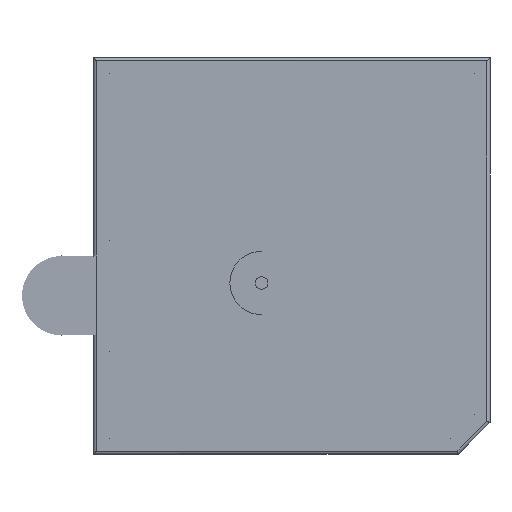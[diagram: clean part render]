
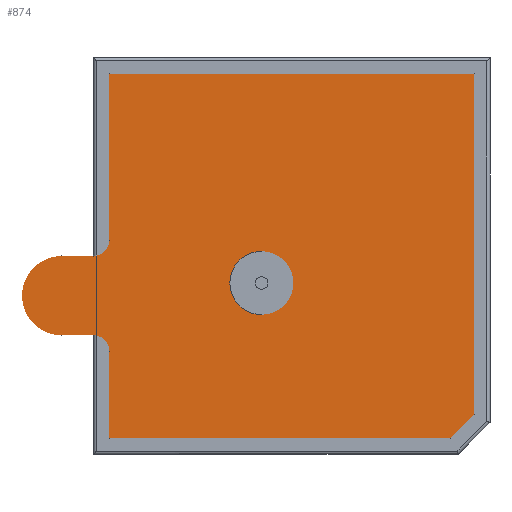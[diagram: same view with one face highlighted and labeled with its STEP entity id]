
A CAD part, front view. The second image highlights one B-rep face of the part: STEP entity #874.
In plain terms, the highlighted planar face has unit normal (0, -1, 0).
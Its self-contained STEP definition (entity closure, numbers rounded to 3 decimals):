
#226 = VECTOR ( 'NONE', #8639, 1000. ) ;
#241 = ORIENTED_EDGE ( 'NONE', *, *, #4116, .T. ) ;
#293 = CIRCLE ( 'NONE', #5652, 1.002 ) ;
#310 = ORIENTED_EDGE ( 'NONE', *, *, #7368, .T. ) ;
#326 = DIRECTION ( 'NONE',  ( 0., 0., -1. ) ) ;
#400 = EDGE_LOOP ( 'NONE', ( #3366, #8568 ) ) ;
#411 = CARTESIAN_POINT ( 'NONE',  ( -1.9, 0., -1.7 ) ) ;
#477 = VERTEX_POINT ( 'NONE', #9253 ) ;
#642 = LINE ( 'NONE', #5729, #226 ) ;
#716 = AXIS2_PLACEMENT_3D ( 'NONE', #411, #2728, #9266 ) ;
#874 = ADVANCED_FACE ( 'NONE', ( #3379, #3472 ), #1881, .F. ) ;
#1062 = VECTOR ( 'NONE', #6986, 1000. ) ;
#1337 = CARTESIAN_POINT ( 'NONE',  ( -12.502, 0., -6.002 ) ) ;
#1381 = CARTESIAN_POINT ( 'NONE',  ( -14.508, 0., -2.5 ) ) ;
#1408 = DIRECTION ( 'NONE',  ( 0.707, 0., 0.707 ) ) ;
#1544 = CARTESIAN_POINT ( 'NONE',  ( -11.5, 0., -6.002 ) ) ;
#1557 = CIRCLE ( 'NONE', #5699, 2.5 ) ;
#1627 = DIRECTION ( 'NONE',  ( 0., 0., -1. ) ) ;
#1717 = DIRECTION ( 'NONE',  ( 0., 1., 0. ) ) ;
#1826 = ORIENTED_EDGE ( 'NONE', *, *, #5382, .T. ) ;
#1881 = PLANE ( 'NONE',  #6318 ) ;
#1914 = VECTOR ( 'NONE', #2136, 1000. ) ;
#2023 = EDGE_CURVE ( 'NONE', #477, #6118, #7919, .T. ) ;
#2060 = LINE ( 'NONE', #2835, #1062 ) ;
#2116 = EDGE_CURVE ( 'NONE', #4833, #477, #642, .T. ) ;
#2136 = DIRECTION ( 'NONE',  ( 1., 0., 0. ) ) ;
#2342 = VERTEX_POINT ( 'NONE', #4143 ) ;
#2376 = VERTEX_POINT ( 'NONE', #5954 ) ;
#2645 = ORIENTED_EDGE ( 'NONE', *, *, #9361, .T. ) ;
#2646 = CARTESIAN_POINT ( 'NONE',  ( -11.5, 0., 11.5 ) ) ;
#2728 = DIRECTION ( 'NONE',  ( 0., -1., 0. ) ) ;
#2835 = CARTESIAN_POINT ( 'NONE',  ( 11.5, 0., -10. ) ) ;
#3315 = VERTEX_POINT ( 'NONE', #4810 ) ;
#3366 = ORIENTED_EDGE ( 'NONE', *, *, #6368, .F. ) ;
#3379 = FACE_BOUND ( 'NONE', #400, .T. ) ;
#3472 = FACE_OUTER_BOUND ( 'NONE', #5196, .T. ) ;
#3693 = EDGE_CURVE ( 'NONE', #8735, #2376, #7528, .T. ) ;
#3785 = DIRECTION ( 'NONE',  ( 0., 0., -1. ) ) ;
#3907 = CARTESIAN_POINT ( 'NONE',  ( -11.5, 0., 1.002 ) ) ;
#3971 = ORIENTED_EDGE ( 'NONE', *, *, #2116, .T. ) ;
#4116 = EDGE_CURVE ( 'NONE', #5469, #6902, #7364, .T. ) ;
#4143 = CARTESIAN_POINT ( 'NONE',  ( -1.9, 0., 0.3 ) ) ;
#4144 = CARTESIAN_POINT ( 'NONE',  ( -14.508, 0., 0. ) ) ;
#4158 = CARTESIAN_POINT ( 'NONE',  ( -14.508, 0., -5. ) ) ;
#4175 = DIRECTION ( 'NONE',  ( -1., 0., 0. ) ) ;
#4179 = VERTEX_POINT ( 'NONE', #6272 ) ;
#4299 = CARTESIAN_POINT ( 'NONE',  ( 11.5, 0., -10. ) ) ;
#4417 = CARTESIAN_POINT ( 'NONE',  ( -1.9, 0., -1.7 ) ) ;
#4427 = VECTOR ( 'NONE', #4175, 1000. ) ;
#4530 = EDGE_CURVE ( 'NONE', #8055, #8735, #1557, .T. ) ;
#4559 = AXIS2_PLACEMENT_3D ( 'NONE', #4417, #8900, #1627 ) ;
#4708 = CARTESIAN_POINT ( 'NONE',  ( -14.508, 0., -5. ) ) ;
#4810 = CARTESIAN_POINT ( 'NONE',  ( -1.9, 0., -3.7 ) ) ;
#4833 = VERTEX_POINT ( 'NONE', #1544 ) ;
#4890 = LINE ( 'NONE', #6280, #4427 ) ;
#4914 = CARTESIAN_POINT ( 'NONE',  ( -11.5, 0., -11.5 ) ) ;
#4922 = VECTOR ( 'NONE', #5428, 1000. ) ;
#4994 = CARTESIAN_POINT ( 'NONE',  ( -12.502, 0., -6.002 ) ) ;
#5069 = CARTESIAN_POINT ( 'NONE',  ( -14.508, 0., 0. ) ) ;
#5196 = EDGE_LOOP ( 'NONE', ( #6313, #3971, #5726, #5584, #1826, #6328, #241, #310, #2645, #7530, #8507 ) ) ;
#5305 = CARTESIAN_POINT ( 'NONE',  ( -12.502, 0., 1.002 ) ) ;
#5338 = EDGE_CURVE ( 'NONE', #5489, #5469, #4890, .T. ) ;
#5340 = EDGE_CURVE ( 'NONE', #2376, #4833, #293, .T. ) ;
#5382 = EDGE_CURVE ( 'NONE', #7804, #5489, #2060, .T. ) ;
#5428 = DIRECTION ( 'NONE',  ( 1., 0., 0. ) ) ;
#5469 = VERTEX_POINT ( 'NONE', #2646 ) ;
#5489 = VERTEX_POINT ( 'NONE', #8566 ) ;
#5584 = ORIENTED_EDGE ( 'NONE', *, *, #7855, .T. ) ;
#5652 = AXIS2_PLACEMENT_3D ( 'NONE', #1337, #5749, #8657 ) ;
#5699 = AXIS2_PLACEMENT_3D ( 'NONE', #1381, #8079, #8654 ) ;
#5726 = ORIENTED_EDGE ( 'NONE', *, *, #2023, .T. ) ;
#5729 = CARTESIAN_POINT ( 'NONE',  ( -11.5, 0., -6.002 ) ) ;
#5749 = DIRECTION ( 'NONE',  ( 0., 1., 0. ) ) ;
#5788 = VECTOR ( 'NONE', #1408, 1000. ) ;
#5954 = CARTESIAN_POINT ( 'NONE',  ( -12.502, 0., -5. ) ) ;
#6118 = VERTEX_POINT ( 'NONE', #7334 ) ;
#6129 = CARTESIAN_POINT ( 'NONE',  ( -11.5, 0., 11.5 ) ) ;
#6272 = CARTESIAN_POINT ( 'NONE',  ( -12.502, 0., 0. ) ) ;
#6280 = CARTESIAN_POINT ( 'NONE',  ( 11.5, 0., 11.5 ) ) ;
#6296 = DIRECTION ( 'NONE',  ( 1., 0., 0. ) ) ;
#6313 = ORIENTED_EDGE ( 'NONE', *, *, #5340, .T. ) ;
#6318 = AXIS2_PLACEMENT_3D ( 'NONE', #4994, #6441, #6296 ) ;
#6328 = ORIENTED_EDGE ( 'NONE', *, *, #5338, .T. ) ;
#6368 = EDGE_CURVE ( 'NONE', #2342, #3315, #6397, .T. ) ;
#6397 = CIRCLE ( 'NONE', #4559, 2. ) ;
#6441 = DIRECTION ( 'NONE',  ( 0., 1., 0. ) ) ;
#6688 = CIRCLE ( 'NONE', #716, 2. ) ;
#6736 = EDGE_CURVE ( 'NONE', #3315, #2342, #6688, .T. ) ;
#6902 = VERTEX_POINT ( 'NONE', #3907 ) ;
#6986 = DIRECTION ( 'NONE',  ( 0., 0., 1. ) ) ;
#7290 = LINE ( 'NONE', #8776, #5788 ) ;
#7334 = CARTESIAN_POINT ( 'NONE',  ( 10., 0., -11.5 ) ) ;
#7364 = LINE ( 'NONE', #6129, #7667 ) ;
#7368 = EDGE_CURVE ( 'NONE', #6902, #4179, #9297, .T. ) ;
#7528 = LINE ( 'NONE', #4708, #4922 ) ;
#7530 = ORIENTED_EDGE ( 'NONE', *, *, #4530, .T. ) ;
#7667 = VECTOR ( 'NONE', #3785, 1000. ) ;
#7804 = VERTEX_POINT ( 'NONE', #4299 ) ;
#7855 = EDGE_CURVE ( 'NONE', #6118, #7804, #7290, .T. ) ;
#7919 = LINE ( 'NONE', #4914, #1914 ) ;
#7935 = VECTOR ( 'NONE', #8030, 1000. ) ;
#8030 = DIRECTION ( 'NONE',  ( -1., 0., 0. ) ) ;
#8055 = VERTEX_POINT ( 'NONE', #4144 ) ;
#8079 = DIRECTION ( 'NONE',  ( 0., -1., 0. ) ) ;
#8381 = AXIS2_PLACEMENT_3D ( 'NONE', #5305, #1717, #326 ) ;
#8507 = ORIENTED_EDGE ( 'NONE', *, *, #3693, .T. ) ;
#8566 = CARTESIAN_POINT ( 'NONE',  ( 11.5, 0., 11.5 ) ) ;
#8568 = ORIENTED_EDGE ( 'NONE', *, *, #6736, .F. ) ;
#8639 = DIRECTION ( 'NONE',  ( 0., 0., -1. ) ) ;
#8654 = DIRECTION ( 'NONE',  ( 0., 0., -1. ) ) ;
#8657 = DIRECTION ( 'NONE',  ( 0., 0., 1. ) ) ;
#8735 = VERTEX_POINT ( 'NONE', #4158 ) ;
#8776 = CARTESIAN_POINT ( 'NONE',  ( 10., 0., -11.5 ) ) ;
#8900 = DIRECTION ( 'NONE',  ( 0., -1., 0. ) ) ;
#9253 = CARTESIAN_POINT ( 'NONE',  ( -11.5, 0., -11.5 ) ) ;
#9266 = DIRECTION ( 'NONE',  ( 0., 0., -1. ) ) ;
#9297 = CIRCLE ( 'NONE', #8381, 1.002 ) ;
#9361 = EDGE_CURVE ( 'NONE', #4179, #8055, #9421, .T. ) ;
#9421 = LINE ( 'NONE', #5069, #7935 ) ;
